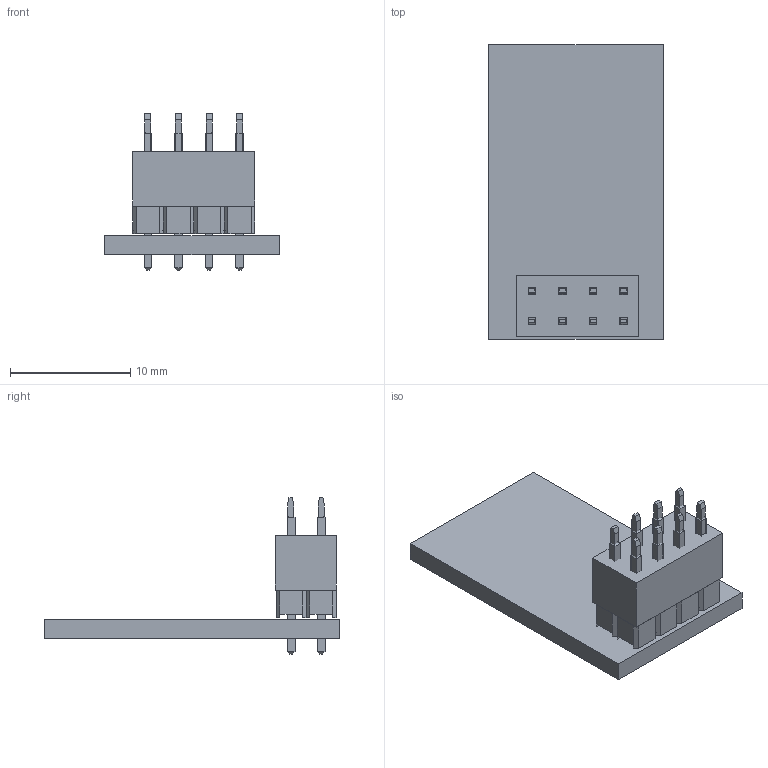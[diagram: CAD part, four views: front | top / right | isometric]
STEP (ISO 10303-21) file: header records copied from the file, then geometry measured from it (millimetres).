
FILE_DESCRIPTION(/* description */ (''),/* implementation_level */ '2;1');
FILE_NAME(/* name */ 'esp8266.step',/* time_stamp */ '2020-09-22T19:14:32+02:00',/* author */ (''),/* organization */ (''),/* preprocessor_version */ 'ST-DEVELOPER v18.1',/* originating_system */ 'Autodesk Translation Framework v9.3.0.1241',/* authorisation */ '');
FILE_SCHEMA (('AUTOMOTIVE_DESIGN { 1 0 10303 214 3 1 1 }'));
Length unit declared in the file: millimetre
Products named in the file (9): (Unsaved); Component61; User Library-Header_Male_4Pin (1); User Library-Header_Male_4Pin_PinArray; User Library-Header_Male_4Pin_BodyArray; User Library-Header_Male_4Pin; User Library-Header_Male_4Pin_PinArray (1); User Library-Header_Male_4Pin_BodyArray (1); Component71
Assembly tree (8 placements, depth 4):
  (Unsaved)
    Component61
      User Library-Header_Male_4Pin (1)
        User Library-Header_Male_4Pin_PinArray
        User Library-Header_Male_4Pin_BodyArray
      User Library-Header_Male_4Pin
        User Library-Header_Male_4Pin_PinArray (1)
        User Library-Header_Male_4Pin_BodyArray (1)
    Component71
Bounding box: 14.5 x 24.5 x 12.97 mm (x, y, z)
Volume: 919.5 mm3; surface area: 1759.5 mm2
Topology: 18 solids, 18 shells, 396 faces, 904 edges, 560 vertices
Faces by surface type: plane 396
Entity records: 11106 total; most frequent: CARTESIAN_POINT 1877, ORIENTED_EDGE 1808, DIRECTION 1730, LINE 904, VECTOR 904, EDGE_CURVE 904, VERTEX_POINT 560, EDGE_LOOP 428
